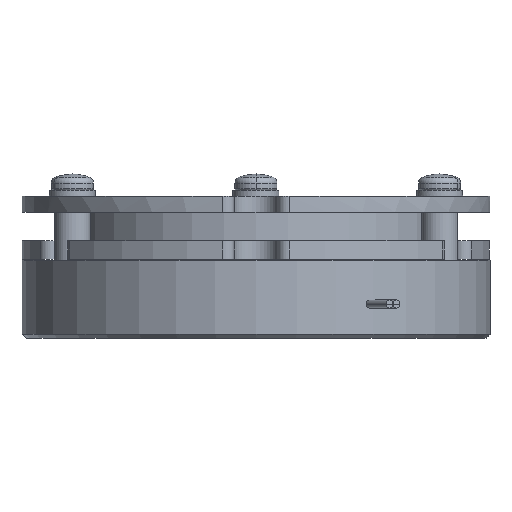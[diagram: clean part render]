
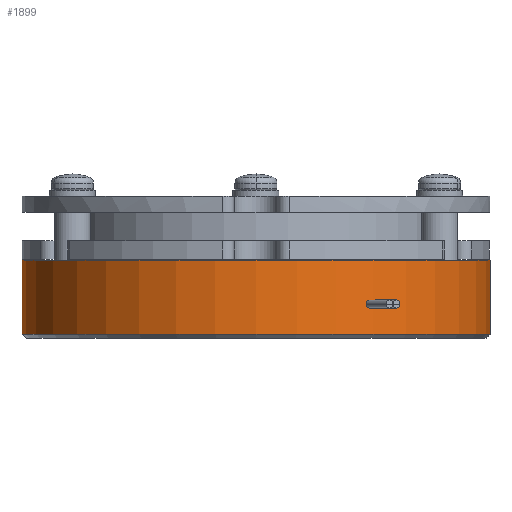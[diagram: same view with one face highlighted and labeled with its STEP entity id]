
A CAD part, front view. The second image highlights one B-rep face of the part: STEP entity #1899.
In plain terms, the highlighted cylindrical face has radius 58.5 mm (diameter 117 mm), a partial arc.
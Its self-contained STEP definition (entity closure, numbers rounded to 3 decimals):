
#103 = DIRECTION ( 'NONE',  ( 0., 0., -1. ) ) ;
#104 = VECTOR ( 'NONE', #103, 1000. ) ;
#105 = CARTESIAN_POINT ( 'NONE',  ( 58.5, 0., 19.5 ) ) ;
#106 = LINE ( 'NONE', #105, #104 ) ;
#116 = CARTESIAN_POINT ( 'NONE',  ( -58.5, 0., 19.5 ) ) ;
#125 = DIRECTION ( 'NONE',  ( 0., 0., -1. ) ) ;
#126 = VECTOR ( 'NONE', #125, 1000. ) ;
#127 = CARTESIAN_POINT ( 'NONE',  ( -58.5, 0., 19.5 ) ) ;
#128 = LINE ( 'NONE', #127, #126 ) ;
#140 = CARTESIAN_POINT ( 'NONE',  ( 58.5, 0., 19.5 ) ) ;
#724 = VERTEX_POINT ( 'NONE', #1701 ) ;
#725 = VERTEX_POINT ( 'NONE', #1700 ) ;
#1700 = CARTESIAN_POINT ( 'NONE',  ( 58.5, 0., 1. ) ) ;
#1701 = CARTESIAN_POINT ( 'NONE',  ( -58.5, 0., 1. ) ) ;
#1889 = EDGE_LOOP ( 'NONE', ( #1900, #1948, #1949, #1922 ) ) ;
#1897 = EDGE_CURVE ( 'NONE', #724, #725, #3557, .T. ) ;
#1899 = ADVANCED_FACE ( 'NONE', ( #3553 ), #3552, .T. ) ;
#1900 = ORIENTED_EDGE ( 'NONE', *, *, #5031, .F. ) ;
#1922 = ORIENTED_EDGE ( 'NONE', *, *, #1897, .T. ) ;
#1948 = ORIENTED_EDGE ( 'NONE', *, *, #3157, .F. ) ;
#1949 = ORIENTED_EDGE ( 'NONE', *, *, #5048, .T. ) ;
#3157 = EDGE_CURVE ( 'NONE', #5022, #5042, #4446, .T. ) ;
#3478 = DIRECTION ( 'NONE',  ( -1., 0., 0. ) ) ;
#3514 = CARTESIAN_POINT ( 'NONE',  ( 0., 0., 1. ) ) ;
#3549 = CARTESIAN_POINT ( 'NONE',  ( 0., 0., 19.5 ) ) ;
#3550 = AXIS2_PLACEMENT_3D ( 'NONE', #3549, #3551, #3478 ) ;
#3551 = DIRECTION ( 'NONE',  ( 0., 0., -1. ) ) ;
#3552 = CYLINDRICAL_SURFACE ( 'NONE', #3550, 58.5 ) ;
#3553 = FACE_OUTER_BOUND ( 'NONE', #1889, .T. ) ;
#3554 = DIRECTION ( 'NONE',  ( 1., 0., 0. ) ) ;
#3555 = DIRECTION ( 'NONE',  ( 0., 0., 1. ) ) ;
#3556 = AXIS2_PLACEMENT_3D ( 'NONE', #3514, #3555, #3554 ) ;
#3557 = CIRCLE ( 'NONE', #3556, 58.5 ) ;
#4442 = DIRECTION ( 'NONE',  ( 1., 0., 0. ) ) ;
#4443 = DIRECTION ( 'NONE',  ( 0., 0., 1. ) ) ;
#4444 = CARTESIAN_POINT ( 'NONE',  ( 0., 0., 19.5 ) ) ;
#4445 = AXIS2_PLACEMENT_3D ( 'NONE', #4444, #4443, #4442 ) ;
#4446 = CIRCLE ( 'NONE', #4445, 58.5 ) ;
#5022 = VERTEX_POINT ( 'NONE', #116 ) ;
#5031 = EDGE_CURVE ( 'NONE', #5042, #725, #106, .T. ) ;
#5042 = VERTEX_POINT ( 'NONE', #140 ) ;
#5048 = EDGE_CURVE ( 'NONE', #5022, #724, #128, .T. ) ;
